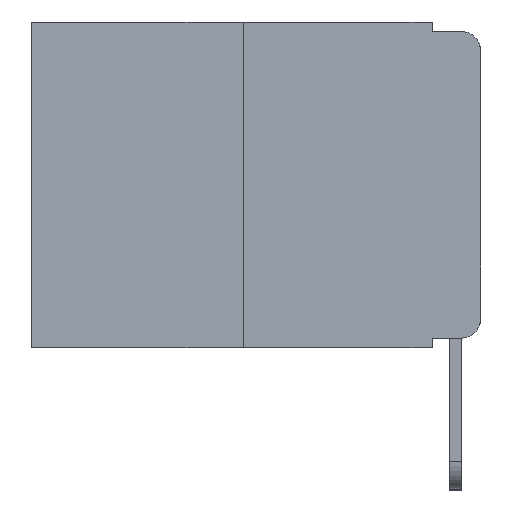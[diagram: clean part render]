
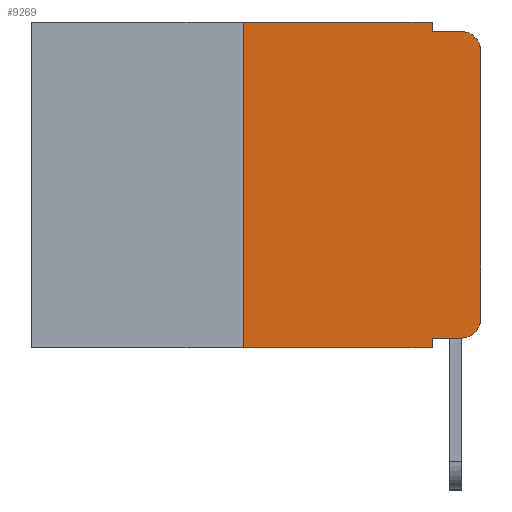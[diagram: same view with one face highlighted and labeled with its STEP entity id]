
A CAD part, left-side view. The second image highlights one B-rep face of the part: STEP entity #9269.
In plain terms, the highlighted planar face has unit normal (-1, 0, 0).
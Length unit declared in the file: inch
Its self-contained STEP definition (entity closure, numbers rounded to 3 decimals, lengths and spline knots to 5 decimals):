
#61 = CARTESIAN_POINT ( 'NONE',  ( 0., 0.473, 0. ) ) ;
#105 = PLANE ( 'NONE',  #17441 ) ;
#162 = DIRECTION ( 'NONE',  ( 1., 0., 0. ) ) ;
#273 = VERTEX_POINT ( 'NONE', #14097 ) ;
#544 = VERTEX_POINT ( 'NONE', #11631 ) ;
#1053 = LINE ( 'NONE', #4254, #16124 ) ;
#1182 = DIRECTION ( 'NONE',  ( 0., 0., 1. ) ) ;
#1296 = VECTOR ( 'NONE', #16810, 39.37008 ) ;
#1337 = VERTEX_POINT ( 'NONE', #9325 ) ;
#1519 = EDGE_CURVE ( 'NONE', #6544, #9189, #15449, .T. ) ;
#3058 = CARTESIAN_POINT ( 'NONE',  ( 0., 0.02, -0.333 ) ) ;
#3339 = VECTOR ( 'NONE', #7082, 39.37008 ) ;
#3797 = CARTESIAN_POINT ( 'NONE',  ( 0., 0.473, -0.343 ) ) ;
#4212 = DIRECTION ( 'NONE',  ( 0., -1., 0. ) ) ;
#4254 = CARTESIAN_POINT ( 'NONE',  ( 0., 0.25, 0. ) ) ;
#4275 = EDGE_CURVE ( 'NONE', #14366, #6395, #10924, .T. ) ;
#4314 = DIRECTION ( 'NONE',  ( 0., 0., 1. ) ) ;
#4342 = ORIENTED_EDGE ( 'NONE', *, *, #9340, .T. ) ;
#4493 = DIRECTION ( 'NONE',  ( -1., 0., 0. ) ) ;
#4635 = CARTESIAN_POINT ( 'NONE',  ( 0., 0.02, -0.03 ) ) ;
#5301 = CARTESIAN_POINT ( 'NONE',  ( 0., 0.051, -0.333 ) ) ;
#5503 = CARTESIAN_POINT ( 'NONE',  ( 0., 0., -0.03 ) ) ;
#6136 = CARTESIAN_POINT ( 'NONE',  ( 0., 0.051, -0.01 ) ) ;
#6395 = VERTEX_POINT ( 'NONE', #6136 ) ;
#6544 = VERTEX_POINT ( 'NONE', #8164 ) ;
#6712 = CARTESIAN_POINT ( 'NONE',  ( 0., 0.051, 0. ) ) ;
#6727 = VECTOR ( 'NONE', #13845, 39.37008 ) ;
#6890 = CARTESIAN_POINT ( 'NONE',  ( 0., 0.051, 0. ) ) ;
#6907 = CIRCLE ( 'NONE', #15886, 0.02 ) ;
#7082 = DIRECTION ( 'NONE',  ( 0., 0., -1. ) ) ;
#7350 = EDGE_CURVE ( 'NONE', #6395, #12474, #17369, .T. ) ;
#8031 = LINE ( 'NONE', #6890, #3339 ) ;
#8164 = CARTESIAN_POINT ( 'NONE',  ( 0., 0., -0.313 ) ) ;
#8310 = EDGE_CURVE ( 'NONE', #544, #273, #10571, .T. ) ;
#8494 = LINE ( 'NONE', #61, #9843 ) ;
#8628 = VERTEX_POINT ( 'NONE', #3058 ) ;
#8789 = CARTESIAN_POINT ( 'NONE',  ( 0., 0.473, 0. ) ) ;
#8945 = LINE ( 'NONE', #5301, #1296 ) ;
#8995 = ORIENTED_EDGE ( 'NONE', *, *, #1519, .T. ) ;
#9189 = VERTEX_POINT ( 'NONE', #5503 ) ;
#9269 = ADVANCED_FACE ( 'NONE', ( #18392 ), #105, .F. ) ;
#9325 = CARTESIAN_POINT ( 'NONE',  ( 0., 0.25, 0. ) ) ;
#9340 = EDGE_CURVE ( 'NONE', #9189, #12474, #11202, .T. ) ;
#9732 = EDGE_CURVE ( 'NONE', #544, #1337, #1053, .T. ) ;
#9843 = VECTOR ( 'NONE', #13029, 39.37008 ) ;
#10222 = DIRECTION ( 'NONE',  ( 0., 0., -1. ) ) ;
#10571 = LINE ( 'NONE', #3797, #6727 ) ;
#10820 = EDGE_CURVE ( 'NONE', #8628, #6544, #6907, .T. ) ;
#10924 = LINE ( 'NONE', #13517, #18333 ) ;
#11106 = ORIENTED_EDGE ( 'NONE', *, *, #11967, .F. ) ;
#11202 = CIRCLE ( 'NONE', #16466, 0.02 ) ;
#11557 = ORIENTED_EDGE ( 'NONE', *, *, #7350, .F. ) ;
#11631 = CARTESIAN_POINT ( 'NONE',  ( 0., 0.25, -0.343 ) ) ;
#11890 = EDGE_CURVE ( 'NONE', #15596, #273, #8031, .T. ) ;
#11967 = EDGE_CURVE ( 'NONE', #1337, #14366, #8494, .T. ) ;
#12104 = EDGE_CURVE ( 'NONE', #15596, #8628, #8945, .T. ) ;
#12474 = VERTEX_POINT ( 'NONE', #15193 ) ;
#12978 = CARTESIAN_POINT ( 'NONE',  ( 0., 0.02, -0.313 ) ) ;
#13029 = DIRECTION ( 'NONE',  ( 0., -1., 0. ) ) ;
#13353 = ORIENTED_EDGE ( 'NONE', *, *, #4275, .F. ) ;
#13517 = CARTESIAN_POINT ( 'NONE',  ( 0., 0.051, 0. ) ) ;
#13827 = EDGE_LOOP ( 'NONE', ( #8995, #4342, #11557, #13353, #11106, #15441, #17840, #15904, #14639, #16812 ) ) ;
#13845 = DIRECTION ( 'NONE',  ( 0., -1., 0. ) ) ;
#14097 = CARTESIAN_POINT ( 'NONE',  ( 0., 0.051, -0.343 ) ) ;
#14258 = CARTESIAN_POINT ( 'NONE',  ( 0., 0.051, -0.01 ) ) ;
#14366 = VERTEX_POINT ( 'NONE', #6712 ) ;
#14639 = ORIENTED_EDGE ( 'NONE', *, *, #12104, .T. ) ;
#14718 = CARTESIAN_POINT ( 'NONE',  ( 0., 0.051, -0.333 ) ) ;
#15193 = CARTESIAN_POINT ( 'NONE',  ( 0., 0.02, -0.01 ) ) ;
#15312 = CARTESIAN_POINT ( 'NONE',  ( 0., 0., 0. ) ) ;
#15441 = ORIENTED_EDGE ( 'NONE', *, *, #9732, .F. ) ;
#15449 = LINE ( 'NONE', #15312, #16369 ) ;
#15596 = VERTEX_POINT ( 'NONE', #14718 ) ;
#15886 = AXIS2_PLACEMENT_3D ( 'NONE', #12978, #4493, #18604 ) ;
#15904 = ORIENTED_EDGE ( 'NONE', *, *, #11890, .F. ) ;
#15999 = VECTOR ( 'NONE', #4212, 39.37008 ) ;
#16115 = DIRECTION ( 'NONE',  ( 0., 0., -1. ) ) ;
#16124 = VECTOR ( 'NONE', #4314, 39.37008 ) ;
#16369 = VECTOR ( 'NONE', #1182, 39.37008 ) ;
#16410 = DIRECTION ( 'NONE',  ( 0., 0., -1. ) ) ;
#16466 = AXIS2_PLACEMENT_3D ( 'NONE', #4635, #17447, #16115 ) ;
#16810 = DIRECTION ( 'NONE',  ( 0., -1., 0. ) ) ;
#16812 = ORIENTED_EDGE ( 'NONE', *, *, #10820, .T. ) ;
#17369 = LINE ( 'NONE', #14258, #15999 ) ;
#17441 = AXIS2_PLACEMENT_3D ( 'NONE', #8789, #162, #10222 ) ;
#17447 = DIRECTION ( 'NONE',  ( -1., 0., 0. ) ) ;
#17840 = ORIENTED_EDGE ( 'NONE', *, *, #8310, .T. ) ;
#18333 = VECTOR ( 'NONE', #16410, 39.37008 ) ;
#18392 = FACE_OUTER_BOUND ( 'NONE', #13827, .T. ) ;
#18604 = DIRECTION ( 'NONE',  ( 0., 0., -1. ) ) ;
